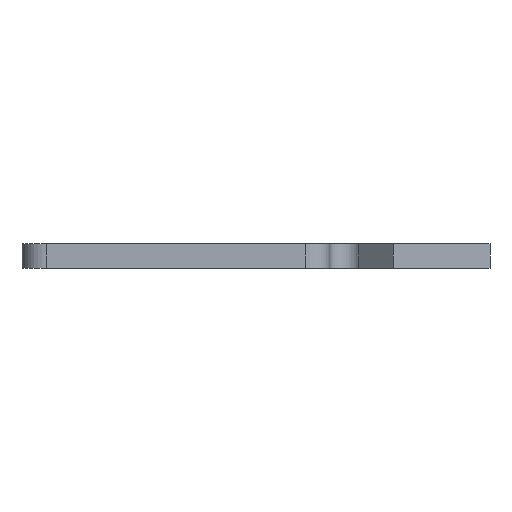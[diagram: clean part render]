
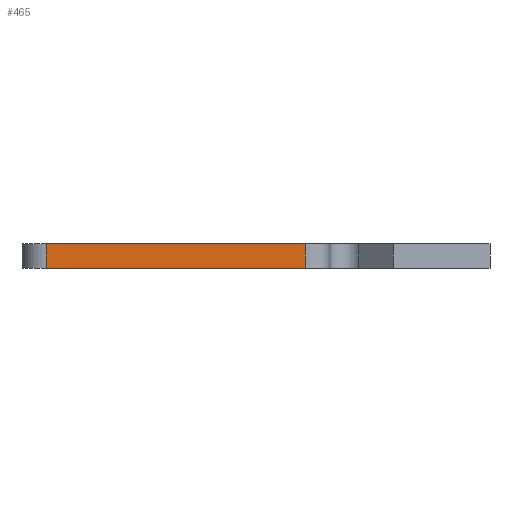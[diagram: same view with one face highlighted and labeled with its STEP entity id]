
A CAD part, left-side view. The second image highlights one B-rep face of the part: STEP entity #465.
In plain terms, the highlighted planar face has unit normal (-1, 0, 0).
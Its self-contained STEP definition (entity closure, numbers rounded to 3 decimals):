
#10 = VECTOR ( 'NONE', #322, 1000. ) ;
#59 = CARTESIAN_POINT ( 'NONE',  ( -127., 0., 10. ) ) ;
#95 = EDGE_LOOP ( 'NONE', ( #140, #629, #1379, #240 ) ) ;
#103 = CARTESIAN_POINT ( 'NONE',  ( -127., 93., 10. ) ) ;
#140 = ORIENTED_EDGE ( 'NONE', *, *, #1269, .F. ) ;
#150 = CARTESIAN_POINT ( 'NONE',  ( -127., 0., 10. ) ) ;
#157 = CARTESIAN_POINT ( 'NONE',  ( -127., 93., 10. ) ) ;
#237 = EDGE_CURVE ( 'NONE', #1389, #764, #782, .T. ) ;
#240 = ORIENTED_EDGE ( 'NONE', *, *, #698, .T. ) ;
#276 = LINE ( 'NONE', #150, #301 ) ;
#301 = VECTOR ( 'NONE', #1350, 1000. ) ;
#322 = DIRECTION ( 'NONE',  ( 0., 1., 0. ) ) ;
#402 = EDGE_CURVE ( 'NONE', #1389, #1664, #276, .T. ) ;
#412 = AXIS2_PLACEMENT_3D ( 'NONE', #59, #1252, #1507 ) ;
#465 = ADVANCED_FACE ( 'NONE', ( #1502 ), #995, .T. ) ;
#550 = VECTOR ( 'NONE', #1070, 1000. ) ;
#629 = ORIENTED_EDGE ( 'NONE', *, *, #237, .F. ) ;
#666 = CARTESIAN_POINT ( 'NONE',  ( -127., -14., 0. ) ) ;
#698 = EDGE_CURVE ( 'NONE', #1664, #818, #1172, .T. ) ;
#764 = VERTEX_POINT ( 'NONE', #666 ) ;
#782 = LINE ( 'NONE', #1318, #1472 ) ;
#818 = VERTEX_POINT ( 'NONE', #1455 ) ;
#995 = PLANE ( 'NONE',  #412 ) ;
#1070 = DIRECTION ( 'NONE',  ( 0., 0., -1. ) ) ;
#1172 = LINE ( 'NONE', #157, #550 ) ;
#1184 = LINE ( 'NONE', #1577, #10 ) ;
#1252 = DIRECTION ( 'NONE',  ( -1., 0., 0. ) ) ;
#1269 = EDGE_CURVE ( 'NONE', #764, #818, #1184, .T. ) ;
#1318 = CARTESIAN_POINT ( 'NONE',  ( -127., -14., 10. ) ) ;
#1350 = DIRECTION ( 'NONE',  ( 0., 1., 0. ) ) ;
#1372 = CARTESIAN_POINT ( 'NONE',  ( -127., -14., 10. ) ) ;
#1379 = ORIENTED_EDGE ( 'NONE', *, *, #402, .T. ) ;
#1389 = VERTEX_POINT ( 'NONE', #1372 ) ;
#1455 = CARTESIAN_POINT ( 'NONE',  ( -127., 93., 0. ) ) ;
#1472 = VECTOR ( 'NONE', #1697, 1000. ) ;
#1502 = FACE_OUTER_BOUND ( 'NONE', #95, .T. ) ;
#1507 = DIRECTION ( 'NONE',  ( 0., -1., 0. ) ) ;
#1577 = CARTESIAN_POINT ( 'NONE',  ( -127., 0., 0. ) ) ;
#1664 = VERTEX_POINT ( 'NONE', #103 ) ;
#1697 = DIRECTION ( 'NONE',  ( 0., 0., -1. ) ) ;
